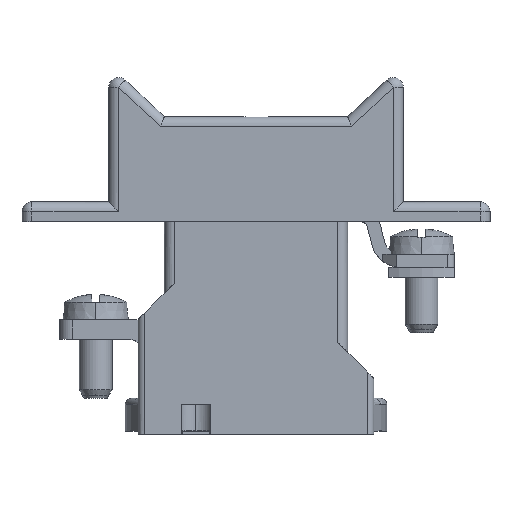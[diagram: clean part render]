
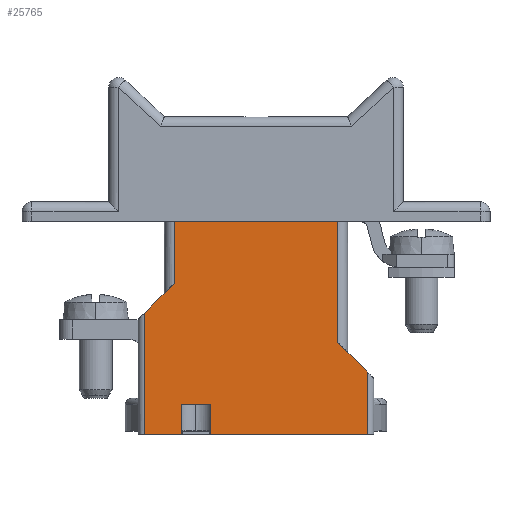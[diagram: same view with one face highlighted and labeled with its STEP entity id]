
A CAD part, top view. The second image highlights one B-rep face of the part: STEP entity #25765.
In plain terms, the highlighted face is planar.
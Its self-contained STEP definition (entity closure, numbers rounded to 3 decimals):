
#20576=DIRECTION('',(0.,0.,-1.));
#20577=VECTOR('',#20576,25.);
#20578=CARTESIAN_POINT('',(-40.35,34.,12.5));
#20579=LINE('',#20578,#20577);
#21549=DIRECTION('',(0.,1.,0.));
#21550=VECTOR('',#21549,18.5);
#21551=CARTESIAN_POINT('',(-40.35,15.5,12.5));
#21552=LINE('',#21551,#21550);
#21556=DIRECTION('',(0.,-1.,0.));
#21557=VECTOR('',#21556,4.5);
#21558=CARTESIAN_POINT('',(-40.35,6.,-11.442));
#21559=LINE('',#21558,#21557);
#21563=DIRECTION('',(0.,0.707,0.707));
#21564=VECTOR('',#21563,6.364);
#21565=CARTESIAN_POINT('',(-40.35,20.,-17.));
#21566=LINE('',#21565,#21564);
#21570=DIRECTION('',(0.,-0.707,0.707));
#21571=VECTOR('',#21570,6.364);
#21572=CARTESIAN_POINT('',(-40.35,15.5,12.5));
#21573=LINE('',#21572,#21571);
#21577=DIRECTION('',(0.,-1.,0.));
#21578=VECTOR('',#21577,4.5);
#21579=CARTESIAN_POINT('',(-40.35,6.,-6.942));
#21580=LINE('',#21579,#21578);
#21598=DIRECTION('',(0.,0.,1.));
#21599=VECTOR('',#21598,23.942);
#21600=CARTESIAN_POINT('',(-40.35,1.5,-6.942));
#21601=LINE('',#21600,#21599);
#21643=CARTESIAN_POINT('',(-40.35,11.,17.));
#21662=DIRECTION('',(0.,1.,0.));
#21663=VECTOR('',#21662,9.5);
#21664=CARTESIAN_POINT('',(-40.35,1.5,17.));
#21665=LINE('',#21664,#21663);
#22124=DIRECTION('',(0.,0.,1.));
#22125=VECTOR('',#22124,5.558);
#22126=CARTESIAN_POINT('',(-40.35,1.5,-17.));
#22127=LINE('',#22126,#22125);
#22138=DIRECTION('',(0.,0.,1.));
#22139=VECTOR('',#22138,4.5);
#22140=CARTESIAN_POINT('',(-40.35,6.,-11.442));
#22141=LINE('',#22140,#22139);
#22445=DIRECTION('',(0.,-1.,0.));
#22446=VECTOR('',#22445,18.5);
#22447=CARTESIAN_POINT('',(-40.35,20.,-17.));
#22448=LINE('',#22447,#22446);
#22520=DIRECTION('',(0.,-1.,0.));
#22521=VECTOR('',#22520,9.5);
#22522=CARTESIAN_POINT('',(-40.35,34.,-12.5));
#22523=LINE('',#22522,#22521);
#23556=CARTESIAN_POINT('',(-40.35,34.,12.5));
#23557=VERTEX_POINT('',#23556);
#23558=CARTESIAN_POINT('',(-40.35,34.,-12.5));
#23559=VERTEX_POINT('',#23558);
#23833=VERTEX_POINT('',#21643);
#23834=CARTESIAN_POINT('',(-40.35,15.5,12.5));
#23835=VERTEX_POINT('',#23834);
#23836=CARTESIAN_POINT('',(-40.35,6.,-6.942));
#23837=CARTESIAN_POINT('',(-40.35,1.5,-6.942));
#23838=VERTEX_POINT('',#23836);
#23839=VERTEX_POINT('',#23837);
#23840=CARTESIAN_POINT('',(-40.35,6.,-11.442));
#23841=VERTEX_POINT('',#23840);
#23842=CARTESIAN_POINT('',(-40.35,1.5,-11.442));
#23843=VERTEX_POINT('',#23842);
#23844=CARTESIAN_POINT('',(-40.35,1.5,-17.));
#23845=VERTEX_POINT('',#23844);
#23846=CARTESIAN_POINT('',(-40.35,20.,-17.));
#23847=VERTEX_POINT('',#23846);
#23848=CARTESIAN_POINT('',(-40.35,24.5,-12.5));
#23849=VERTEX_POINT('',#23848);
#23850=CARTESIAN_POINT('',(-40.35,1.5,17.));
#23851=VERTEX_POINT('',#23850);
#25737=CARTESIAN_POINT('',(-40.35,0.,-18.));
#25738=DIRECTION('',(-1.,0.,0.));
#25739=DIRECTION('',(0.,0.,1.));
#25740=AXIS2_PLACEMENT_3D('',#25737,#25738,#25739);
#25741=PLANE('',#25740);
#25743=ORIENTED_EDGE('',*,*,#25742,.F.);
#25745=ORIENTED_EDGE('',*,*,#25744,.F.);
#25747=ORIENTED_EDGE('',*,*,#25746,.T.);
#25749=ORIENTED_EDGE('',*,*,#25748,.F.);
#25751=ORIENTED_EDGE('',*,*,#25750,.F.);
#25753=ORIENTED_EDGE('',*,*,#25752,.T.);
#25755=ORIENTED_EDGE('',*,*,#25754,.F.);
#25756=ORIENTED_EDGE('',*,*,#24863,.F.);
#25757=ORIENTED_EDGE('',*,*,#25725,.F.);
#25758=ORIENTED_EDGE('',*,*,#25683,.T.);
#25760=ORIENTED_EDGE('',*,*,#25759,.F.);
#25762=ORIENTED_EDGE('',*,*,#25761,.F.);
#25763=EDGE_LOOP('',(#25743,#25745,#25747,#25749,#25751,#25753,#25755,#25756,
#25757,#25758,#25760,#25762));
#25764=FACE_OUTER_BOUND('',#25763,.F.);
#24863=EDGE_CURVE('',#23557,#23559,#20579,.T.);
#25683=EDGE_CURVE('',#23835,#23833,#21573,.T.);
#25725=EDGE_CURVE('',#23835,#23557,#21552,.T.);
#25742=EDGE_CURVE('',#23838,#23839,#21580,.T.);
#25744=EDGE_CURVE('',#23841,#23838,#22141,.T.);
#25746=EDGE_CURVE('',#23841,#23843,#21559,.T.);
#25748=EDGE_CURVE('',#23845,#23843,#22127,.T.);
#25750=EDGE_CURVE('',#23847,#23845,#22448,.T.);
#25752=EDGE_CURVE('',#23847,#23849,#21566,.T.);
#25754=EDGE_CURVE('',#23559,#23849,#22523,.T.);
#25759=EDGE_CURVE('',#23851,#23833,#21665,.T.);
#25761=EDGE_CURVE('',#23839,#23851,#21601,.T.);
#25765=ADVANCED_FACE('',(#25764),#25741,.T.);
